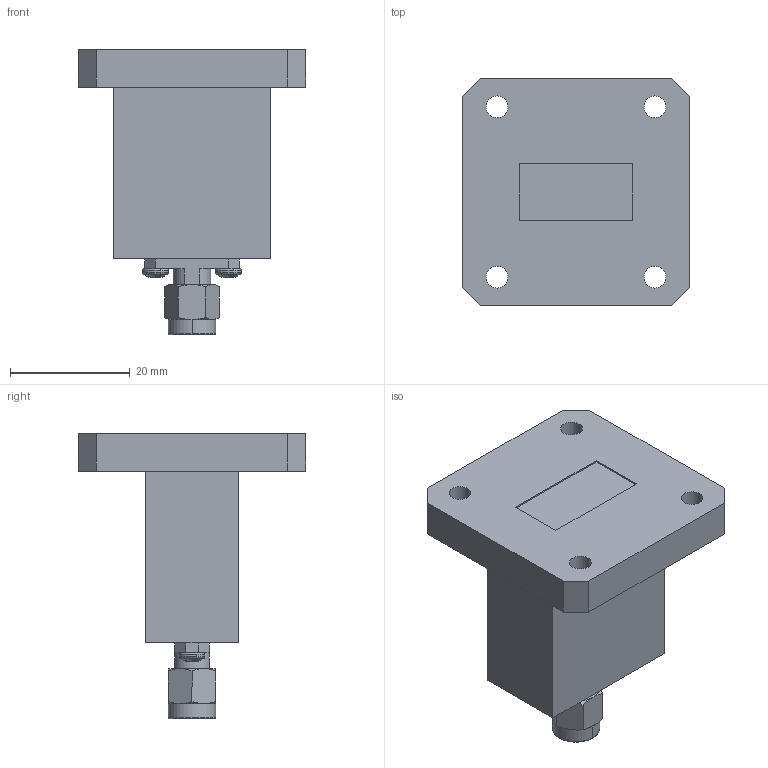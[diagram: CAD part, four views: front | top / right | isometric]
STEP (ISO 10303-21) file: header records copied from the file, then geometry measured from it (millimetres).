
FILE_DESCRIPTION (( 'STEP AP203' ), '1' );
FILE_NAME ('WC-7E-BX1, Male.STEP', '2022-10-06T14:59:26', ( '' ), ( '' ), 'SwSTEP 2.0', 'SolidWorks 2021', '' );
FILE_SCHEMA (( 'CONFIG_CONTROL_DESIGN' ));
Length unit declared in the file: inch
Products named in the file (1): WC-7E-BX1, Male
Bounding box: 38.1 x 38.1 x 47.75 mm (x, y, z)
Volume: 21138.7 mm3; surface area: 6903.4 mm2
Topology: 1 solids, 1 shells, 153 faces, 416 edges, 270 vertices
Faces by surface type: plane 73, cylinder 42, cone 22, torus 12, sphere 4
Entity records: 5067 total; most frequent: CARTESIAN_POINT 1182, ORIENTED_EDGE 832, DIRECTION 774, EDGE_CURVE 416, AXIS2_PLACEMENT_3D 294, VERTEX_POINT 270, LINE 186, VECTOR 186
